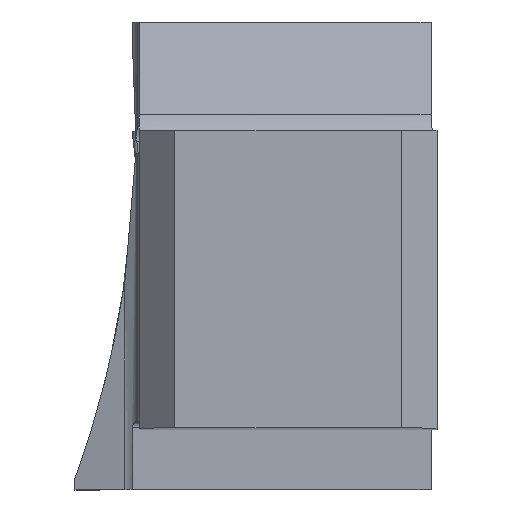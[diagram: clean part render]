
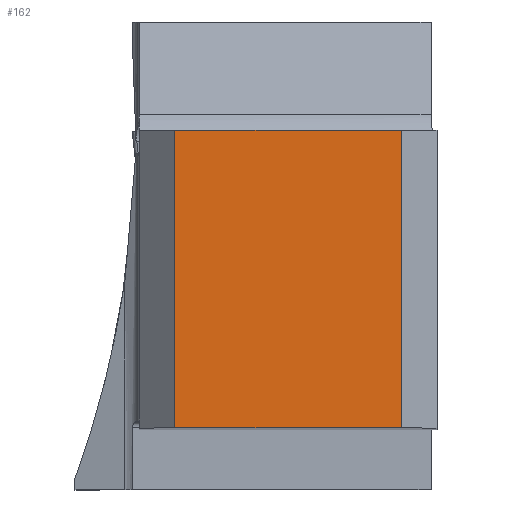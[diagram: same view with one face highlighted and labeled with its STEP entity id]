
A CAD part, top view. The second image highlights one B-rep face of the part: STEP entity #162.
In plain terms, the highlighted planar face has unit normal (0, 0, 1).
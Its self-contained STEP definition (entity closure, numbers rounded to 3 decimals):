
#162=ADVANCED_FACE('CU_BACK_SU1',(#295),#231,.F.);
#231=PLANE('',#1706);
#295=FACE_OUTER_BOUND('',#372,.T.);
#372=EDGE_LOOP('',(#629,#630,#631,#632));
#629=ORIENTED_EDGE('',*,*,#1174,.F.);
#630=ORIENTED_EDGE('',*,*,#1172,.T.);
#631=ORIENTED_EDGE('',*,*,#1175,.T.);
#632=ORIENTED_EDGE('',*,*,#1136,.F.);
#978=VERTEX_POINT('',#2385);
#979=VERTEX_POINT('',#2387);
#998=VERTEX_POINT('',#2504);
#999=VERTEX_POINT('',#2506);
#1136=EDGE_CURVE('',#978,#979,#1324,.T.);
#1172=EDGE_CURVE('',#999,#998,#1348,.T.);
#1174=EDGE_CURVE('',#999,#978,#1350,.T.);
#1175=EDGE_CURVE('',#998,#979,#1351,.T.);
#1324=LINE('',#2386,#1476);
#1348=LINE('',#2505,#1500);
#1350=LINE('',#2509,#1502);
#1351=LINE('',#2510,#1503);
#1476=VECTOR('',#1894,1.);
#1500=VECTOR('',#1954,1.);
#1502=VECTOR('',#1958,1.);
#1503=VECTOR('',#1959,1.);
#1706=AXIS2_PLACEMENT_3D('',#2511,#1960,#1961);
#1894=DIRECTION('',(1.,0.,0.));
#1954=DIRECTION('',(1.,0.,0.));
#1958=DIRECTION('',(0.,1.,0.));
#1959=DIRECTION('',(0.,1.,0.));
#1960=DIRECTION('',(0.,0.,-1.));
#1961=DIRECTION('',(-1.,0.,0.));
#2385=CARTESIAN_POINT('',(-21.925,24.925,0.));
#2386=CARTESIAN_POINT('',(-110.,24.925,0.));
#2387=CARTESIAN_POINT('',(-3.,24.925,0.));
#2504=CARTESIAN_POINT('',(-3.,0.,0.));
#2505=CARTESIAN_POINT('',(-110.,0.,0.));
#2506=CARTESIAN_POINT('',(-21.925,0.,0.));
#2509=CARTESIAN_POINT('',(-21.925,0.,0.));
#2510=CARTESIAN_POINT('',(-3.,0.,0.));
#2511=CARTESIAN_POINT('',(23.246,44.925,0.));
